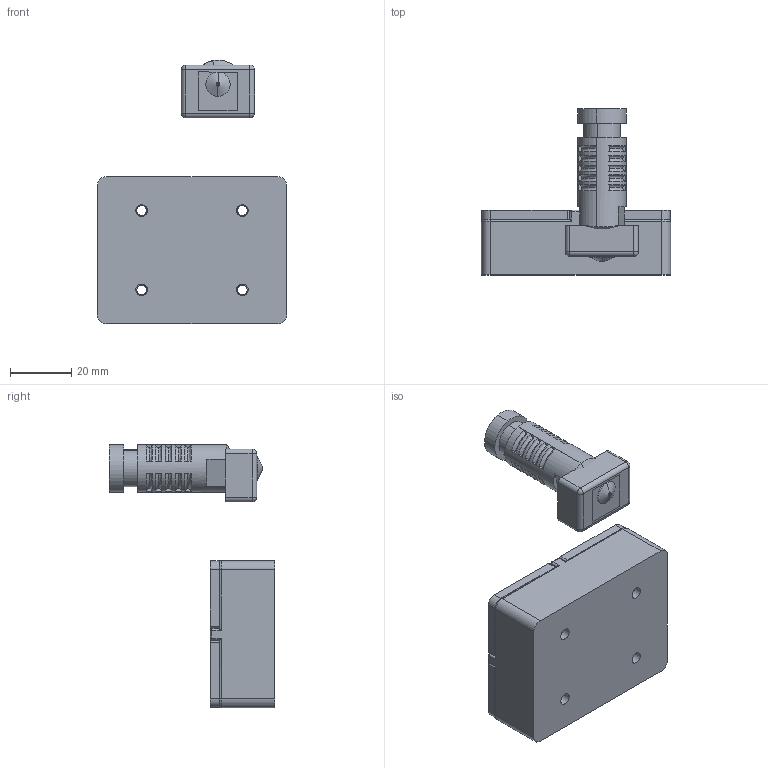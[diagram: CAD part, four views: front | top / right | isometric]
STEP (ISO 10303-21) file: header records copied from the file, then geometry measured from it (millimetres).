
FILE_DESCRIPTION(/* description */ (''),/* implementation_level */ '2;1');
FILE_NAME(/* name */ 'JHeadSiliconeSleeveMold v21.step',/* time_stamp */ '2018-02-06T07:29:59+01:00',/* author */ (''),/* organization */ (''),/* preprocessor_version */ 'ST-DEVELOPER v16.13',/* originating_system */ 'Autodesk Translation Framework v6.5.0.72',/* authorisation */ '');
FILE_SCHEMA (('AUTOMOTIVE_DESIGN { 1 0 10303 214 3 1 1 }'));
Length unit declared in the file: millimetre
Products named in the file (16): JHeadSiliconeSleeveMold; JHeadSiliconeSleeveMold_1; JHeadMoldBase_4R; JHeadMold4; JHeadMold3; JHeadMold2; JHeadMold1; SiliconeVolume; Volume1; Volume2; Volume3; Volume4; JHeadSiliconeSleeve; MKV_BV; Block (1); PeekBasic (1)
Assembly tree (15 placements, depth 3):
  JHeadSiliconeSleeveMold
    JHeadSiliconeSleeveMold_1
      JHeadMoldBase_4R
      JHeadMold4
      JHeadMold3
      JHeadMold2
      JHeadMold1
    SiliconeVolume
      Volume1
      Volume2
      Volume3
      Volume4
    JHeadSiliconeSleeve
    MKV_BV
      Block (1)
      PeekBasic (1)
Bounding box: 61.96 x 54.35 x 86.43 mm (x, y, z)
Volume: 64476.9 mm3; surface area: 43491.4 mm2
Topology: 10 solids, 144 shells, 772 faces, 1924 edges, 1382 vertices
Faces by surface type: plane 330, cylinder 286, torus 56, sphere 44, cone 36, bspline 20
Full cylindrical faces by diameter (mm): 2.992 x8, 3 x24, 3.2 x4, 3.8 x4, 4 x12, 5.5 x4, 5.944 x18
Entity records: 24492 total; most frequent: CARTESIAN_POINT 4610, DIRECTION 4420, ORIENTED_EDGE 3324, EDGE_CURVE 1924, AXIS2_PLACEMENT_3D 1717, VERTEX_POINT 1382, LINE 986, VECTOR 986
